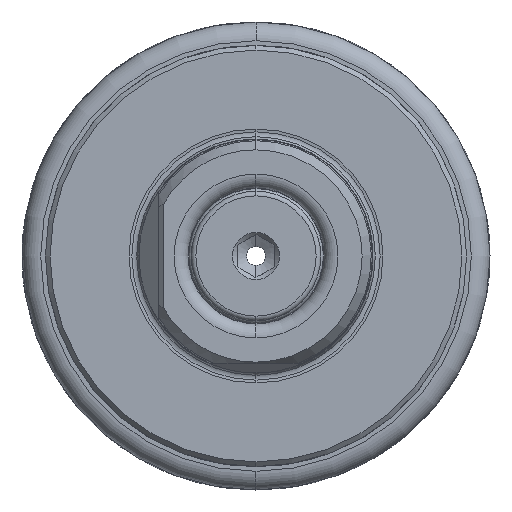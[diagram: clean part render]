
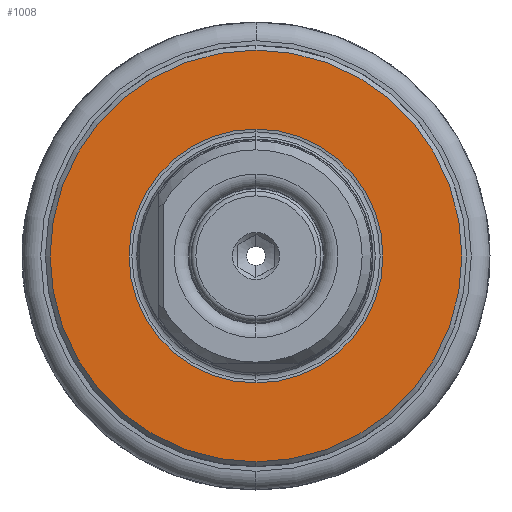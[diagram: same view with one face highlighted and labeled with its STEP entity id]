
A CAD part, left-side view. The second image highlights one B-rep face of the part: STEP entity #1008.
In plain terms, the highlighted planar face has unit normal (-1, 0, 0).
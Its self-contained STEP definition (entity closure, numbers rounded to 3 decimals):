
#1008 = ADVANCED_FACE ( 'NONE', ( #24203, #24175 ), #5546, .F. ) ;
#4635 = AXIS2_PLACEMENT_3D ( 'NONE', #5527, #5528, #5543 ) ;
#4834 = AXIS2_PLACEMENT_3D ( 'NONE', #9254, #9278, #9288 ) ;
#5527 = CARTESIAN_POINT ( 'NONE',  ( 57., 13.562, 0. ) ) ;
#5528 = DIRECTION ( 'NONE',  ( 1., 0., 0. ) ) ;
#5543 = DIRECTION ( 'NONE',  ( 0., 0., -1. ) ) ;
#5546 = PLANE ( 'NONE',  #4635 ) ;
#6017 = CARTESIAN_POINT ( 'NONE',  ( 57., 0., -22. ) ) ;
#6054 = CARTESIAN_POINT ( 'NONE',  ( 57., 0., 22. ) ) ;
#6097 = CARTESIAN_POINT ( 'NONE',  ( 57., 0., 13.562 ) ) ;
#6102 = CARTESIAN_POINT ( 'NONE',  ( 57., 0., -13.562 ) ) ;
#8610 = EDGE_LOOP ( 'NONE', ( #29407, #29371 ) ) ;
#8629 = EDGE_LOOP ( 'NONE', ( #29368, #29386 ) ) ;
#9254 = CARTESIAN_POINT ( 'NONE',  ( 57., 0., 0. ) ) ;
#9278 = DIRECTION ( 'NONE',  ( -1., 0., 0. ) ) ;
#9288 = DIRECTION ( 'NONE',  ( 0., 0., -1. ) ) ;
#11347 = CIRCLE ( 'NONE', #21487, 13.562 ) ;
#11367 = CIRCLE ( 'NONE', #21554, 22. ) ;
#11369 = CIRCLE ( 'NONE', #21638, 13.562 ) ;
#21487 = AXIS2_PLACEMENT_3D ( 'NONE', #23137, #23122, #23130 ) ;
#21554 = AXIS2_PLACEMENT_3D ( 'NONE', #23226, #23203, #23215 ) ;
#21638 = AXIS2_PLACEMENT_3D ( 'NONE', #23208, #23189, #23245 ) ;
#23122 = DIRECTION ( 'NONE',  ( -1., 0., 0. ) ) ;
#23130 = DIRECTION ( 'NONE',  ( 0., 0., 1. ) ) ;
#23137 = CARTESIAN_POINT ( 'NONE',  ( 57., 0., 0. ) ) ;
#23189 = DIRECTION ( 'NONE',  ( -1., 0., 0. ) ) ;
#23203 = DIRECTION ( 'NONE',  ( -1., 0., 0. ) ) ;
#23208 = CARTESIAN_POINT ( 'NONE',  ( 57., 0., 0. ) ) ;
#23215 = DIRECTION ( 'NONE',  ( 0., 0., -1. ) ) ;
#23226 = CARTESIAN_POINT ( 'NONE',  ( 57., 0., 0. ) ) ;
#23245 = DIRECTION ( 'NONE',  ( 0., 0., 1. ) ) ;
#23578 = CIRCLE ( 'NONE', #4834, 22. ) ;
#24175 = FACE_BOUND ( 'NONE', #8629, .T. ) ;
#24203 = FACE_OUTER_BOUND ( 'NONE', #8610, .T. ) ;
#27138 = VERTEX_POINT ( 'NONE', #6017 ) ;
#27169 = VERTEX_POINT ( 'NONE', #6054 ) ;
#27218 = VERTEX_POINT ( 'NONE', #6097 ) ;
#27226 = VERTEX_POINT ( 'NONE', #6102 ) ;
#28678 = EDGE_CURVE ( 'NONE', #27169, #27138, #23578, .T. ) ;
#29368 = ORIENTED_EDGE ( 'NONE', *, *, #31587, .F. ) ;
#29371 = ORIENTED_EDGE ( 'NONE', *, *, #28678, .T. ) ;
#29386 = ORIENTED_EDGE ( 'NONE', *, *, #31622, .F. ) ;
#29407 = ORIENTED_EDGE ( 'NONE', *, *, #31619, .T. ) ;
#31587 = EDGE_CURVE ( 'NONE', #27218, #27226, #11347, .T. ) ;
#31619 = EDGE_CURVE ( 'NONE', #27138, #27169, #11367, .T. ) ;
#31622 = EDGE_CURVE ( 'NONE', #27226, #27218, #11369, .T. ) ;
